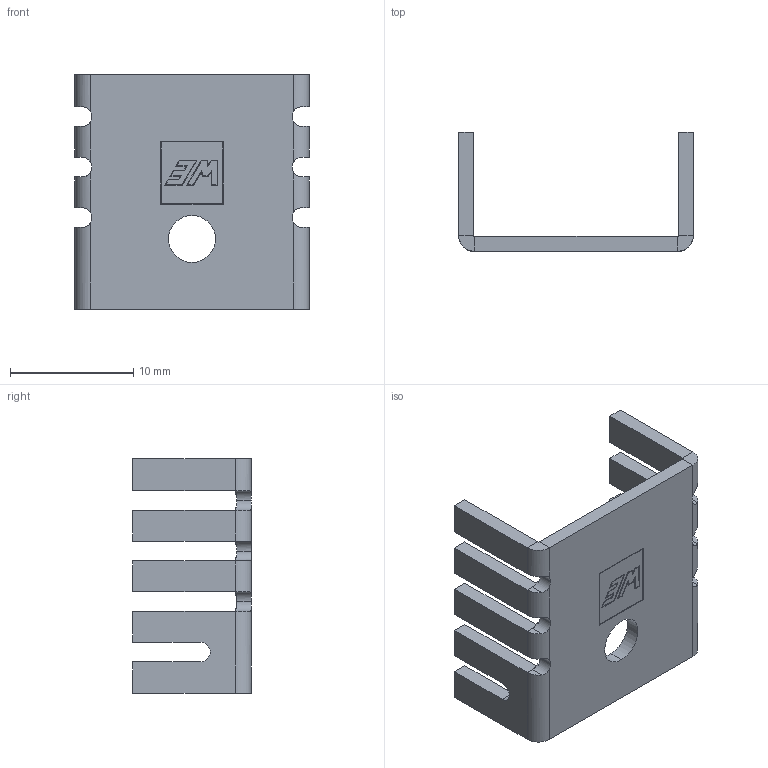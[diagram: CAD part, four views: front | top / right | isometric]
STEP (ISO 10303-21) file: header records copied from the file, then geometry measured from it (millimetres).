
FILE_DESCRIPTION(/* description */ ('Unknown'),/* implementation_level */ '2;1');
FILE_NAME(/* name */ '40902100191909',/* time_stamp */ '2025-07-22T16:23:43+08:00',/* author */ ('Unknown'),/* organization */ ('Unknown'),/* preprocessor_version */ 'ST-DEVELOPER v19.4',/* originating_system */ 'Solid Edge',/* authorisation */ 'Unknown');
FILE_SCHEMA (('AUTOMOTIVE_DESIGN {1 0 10303 214 3 1 1}'));
Length unit declared in the file: millimetre
Products named in the file (1): 40902100191909
Bounding box: 19.05 x 9.65 x 19.05 mm (x, y, z)
Volume: 662.8 mm3; surface area: 1415.8 mm2
Topology: 1 solids, 1 shells, 167 faces, 445 edges, 286 vertices
Faces by surface type: plane 142, cylinder 25
Entity records: 5175 total; most frequent: CARTESIAN_POINT 965, ORIENTED_EDGE 890, DIRECTION 828, EDGE_CURVE 445, LINE 368, VECTOR 368, VERTEX_POINT 286, AXIS2_PLACEMENT_3D 230
